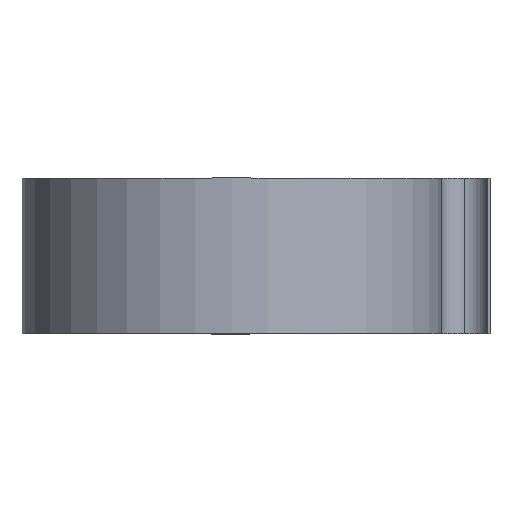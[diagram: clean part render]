
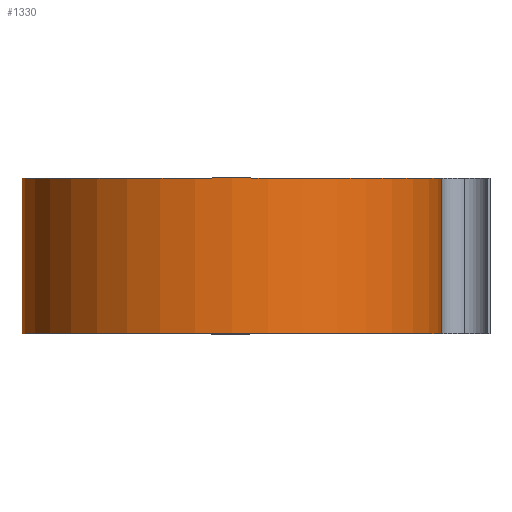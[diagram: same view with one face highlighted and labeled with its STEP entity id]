
A CAD part, top view. The second image highlights one B-rep face of the part: STEP entity #1330.
In plain terms, the highlighted cylindrical face has radius 13.505 mm (diameter 27.01 mm), a partial arc.
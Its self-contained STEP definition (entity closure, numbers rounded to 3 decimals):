
#843 = VERTEX_POINT ( 'NONE', #2072 ) ;
#902 = DIRECTION ( 'NONE',  ( 0., -1., 0. ) ) ;
#972 = AXIS2_PLACEMENT_3D ( 'NONE', #2694, #4309, #3923 ) ;
#1153 = ORIENTED_EDGE ( 'NONE', *, *, #4880, .F. ) ;
#1290 = AXIS2_PLACEMENT_3D ( 'NONE', #3308, #4543, #4911 ) ;
#1330 = ADVANCED_FACE ( 'NONE', ( #3828 ), #4172, .T. ) ;
#1349 = DIRECTION ( 'NONE',  ( 0., 0., -1. ) ) ;
#1389 = VERTEX_POINT ( 'NONE', #4620 ) ;
#1499 = ORIENTED_EDGE ( 'NONE', *, *, #3409, .T. ) ;
#2072 = CARTESIAN_POINT ( 'NONE',  ( 13.505, 10., 0. ) ) ;
#2080 = EDGE_CURVE ( 'NONE', #1389, #4398, #2739, .T. ) ;
#2263 = DIRECTION ( 'NONE',  ( 0., -1., 0. ) ) ;
#2368 = LINE ( 'NONE', #3915, #3212 ) ;
#2384 = CARTESIAN_POINT ( 'NONE',  ( 13.505, 0., 0. ) ) ;
#2694 = CARTESIAN_POINT ( 'NONE',  ( 0., 10., 0. ) ) ;
#2739 = CIRCLE ( 'NONE', #1290, 13.505 ) ;
#2844 = CIRCLE ( 'NONE', #972, 13.505 ) ;
#2933 = LINE ( 'NONE', #4675, #4632 ) ;
#3116 = VERTEX_POINT ( 'NONE', #3187 ) ;
#3187 = CARTESIAN_POINT ( 'NONE',  ( -13.505, 10., 0. ) ) ;
#3212 = VECTOR ( 'NONE', #4779, 1000. ) ;
#3308 = CARTESIAN_POINT ( 'NONE',  ( 0., 0., 0. ) ) ;
#3342 = EDGE_LOOP ( 'NONE', ( #3655, #4000, #1153, #1499 ) ) ;
#3409 = EDGE_CURVE ( 'NONE', #3116, #1389, #2933, .T. ) ;
#3655 = ORIENTED_EDGE ( 'NONE', *, *, #2080, .T. ) ;
#3696 = AXIS2_PLACEMENT_3D ( 'NONE', #3726, #902, #1349 ) ;
#3726 = CARTESIAN_POINT ( 'NONE',  ( 0., 10., 0. ) ) ;
#3828 = FACE_OUTER_BOUND ( 'NONE', #3342, .T. ) ;
#3915 = CARTESIAN_POINT ( 'NONE',  ( 13.505, 10., 0. ) ) ;
#3923 = DIRECTION ( 'NONE',  ( 1., 0., 0. ) ) ;
#3991 = EDGE_CURVE ( 'NONE', #843, #4398, #2368, .T. ) ;
#4000 = ORIENTED_EDGE ( 'NONE', *, *, #3991, .F. ) ;
#4172 = CYLINDRICAL_SURFACE ( 'NONE', #3696, 13.505 ) ;
#4309 = DIRECTION ( 'NONE',  ( 0., 1., 0. ) ) ;
#4398 = VERTEX_POINT ( 'NONE', #2384 ) ;
#4543 = DIRECTION ( 'NONE',  ( 0., 1., 0. ) ) ;
#4620 = CARTESIAN_POINT ( 'NONE',  ( -13.505, 0., 0. ) ) ;
#4632 = VECTOR ( 'NONE', #2263, 1000. ) ;
#4675 = CARTESIAN_POINT ( 'NONE',  ( -13.505, 10., 0. ) ) ;
#4779 = DIRECTION ( 'NONE',  ( 0., -1., 0. ) ) ;
#4880 = EDGE_CURVE ( 'NONE', #3116, #843, #2844, .T. ) ;
#4911 = DIRECTION ( 'NONE',  ( 1., 0., 0. ) ) ;
